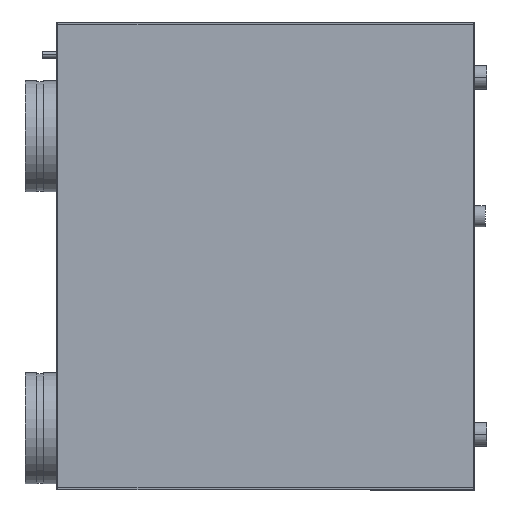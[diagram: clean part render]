
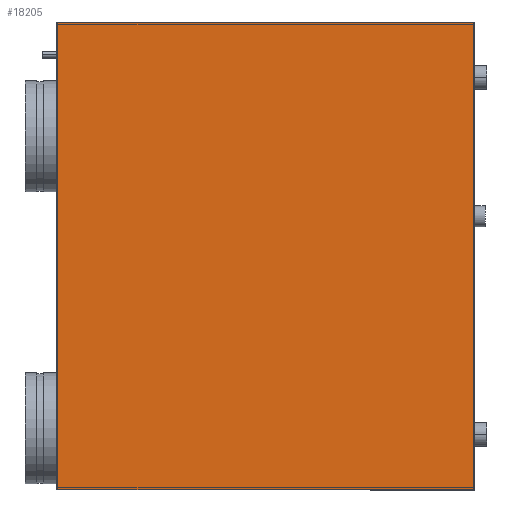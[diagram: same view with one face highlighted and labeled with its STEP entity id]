
A CAD part, left-side view. The second image highlights one B-rep face of the part: STEP entity #18205.
In plain terms, the highlighted planar face has unit normal (-1, 0, 0).
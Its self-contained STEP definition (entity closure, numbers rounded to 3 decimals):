
#5342 = CARTESIAN_POINT ( 'NONE',  ( -215., 601.263, 335.763 ) ) ;
#5343 = DIRECTION ( 'NONE',  ( 0., 0., -1. ) ) ;
#5344 = VECTOR ( 'NONE', #5343, 1000. ) ;
#5345 = CARTESIAN_POINT ( 'NONE',  ( -215., 601.263, 337.5 ) ) ;
#5346 = LINE ( 'NONE', #5345, #5344 ) ;
#5374 = CARTESIAN_POINT ( 'NONE',  ( -215., 601.263, -335.763 ) ) ;
#5397 = CARTESIAN_POINT ( 'NONE',  ( -215., 1.737, -335.763 ) ) ;
#5430 = DIRECTION ( 'NONE',  ( 0., 0., 1. ) ) ;
#5431 = VECTOR ( 'NONE', #5430, 1000. ) ;
#5432 = CARTESIAN_POINT ( 'NONE',  ( -215., 1.737, 337.5 ) ) ;
#5433 = LINE ( 'NONE', #5432, #5431 ) ;
#5465 = DIRECTION ( 'NONE',  ( 0., 1., 0. ) ) ;
#5466 = VECTOR ( 'NONE', #5465, 1000. ) ;
#5467 = CARTESIAN_POINT ( 'NONE',  ( -215., 603., -337.5 ) ) ;
#5468 = LINE ( 'NONE', #5467, #5466 ) ;
#5469 = CARTESIAN_POINT ( 'NONE',  ( -215., 1.737, -337.5 ) ) ;
#5479 = CARTESIAN_POINT ( 'NONE',  ( -215., 601.263, -337.5 ) ) ;
#5505 = DIRECTION ( 'NONE',  ( 0., 0., 1. ) ) ;
#5506 = VECTOR ( 'NONE', #5505, 1000. ) ;
#5507 = CARTESIAN_POINT ( 'NONE',  ( -215., 1.737, 337.5 ) ) ;
#5508 = LINE ( 'NONE', #5507, #5506 ) ;
#5509 = DIRECTION ( 'NONE',  ( 0., 0., -1. ) ) ;
#5510 = VECTOR ( 'NONE', #5509, 1000. ) ;
#5511 = CARTESIAN_POINT ( 'NONE',  ( -215., 601.263, 337.5 ) ) ;
#5512 = LINE ( 'NONE', #5511, #5510 ) ;
#5513 = DIRECTION ( 'NONE',  ( 0., 0., -1. ) ) ;
#5514 = VECTOR ( 'NONE', #5513, 1000. ) ;
#5515 = CARTESIAN_POINT ( 'NONE',  ( -215., 601.263, 337.5 ) ) ;
#5516 = LINE ( 'NONE', #5515, #5514 ) ;
#5544 = CARTESIAN_POINT ( 'NONE',  ( -215., 1.737, 337.5 ) ) ;
#5545 = DIRECTION ( 'NONE',  ( 0., -1., 0. ) ) ;
#5546 = VECTOR ( 'NONE', #5545, 1000. ) ;
#5547 = CARTESIAN_POINT ( 'NONE',  ( -215., 1., 337.5 ) ) ;
#5548 = LINE ( 'NONE', #5547, #5546 ) ;
#5549 = CARTESIAN_POINT ( 'NONE',  ( -215., 601.263, 337.5 ) ) ;
#5578 = CARTESIAN_POINT ( 'NONE',  ( -215., 1.737, 335.763 ) ) ;
#5593 = DIRECTION ( 'NONE',  ( 0., 0., 1. ) ) ;
#5594 = VECTOR ( 'NONE', #5593, 1000. ) ;
#5595 = CARTESIAN_POINT ( 'NONE',  ( -215., 1.737, 337.5 ) ) ;
#5596 = LINE ( 'NONE', #5595, #5594 ) ;
#5627 = DIRECTION ( 'NONE',  ( 0., -1., 0. ) ) ;
#5628 = DIRECTION ( 'NONE',  ( -1., 0., 0. ) ) ;
#5629 = CARTESIAN_POINT ( 'NONE',  ( -215., 1., 337.5 ) ) ;
#5630 = AXIS2_PLACEMENT_3D ( 'NONE', #5629, #5628, #5627 ) ;
#5631 = PLANE ( 'NONE',  #5630 ) ;
#5632 = FACE_OUTER_BOUND ( 'NONE', #18206, .T. ) ;
#18049 = EDGE_CURVE ( 'NONE', #18050, #18065, #5346, .T. ) ;
#18050 = VERTEX_POINT ( 'NONE', #5342 ) ;
#18065 = VERTEX_POINT ( 'NONE', #5374 ) ;
#18092 = VERTEX_POINT ( 'NONE', #5397 ) ;
#18103 = EDGE_CURVE ( 'NONE', #18092, #18161, #5433, .T. ) ;
#18109 = VERTEX_POINT ( 'NONE', #5479 ) ;
#18115 = VERTEX_POINT ( 'NONE', #5469 ) ;
#18117 = EDGE_CURVE ( 'NONE', #18115, #18109, #5468, .T. ) ;
#18123 = ORIENTED_EDGE ( 'NONE', *, *, #18143, .F. ) ;
#18124 = ORIENTED_EDGE ( 'NONE', *, *, #18125, .T. ) ;
#18125 = EDGE_CURVE ( 'NONE', #18141, #18050, #5516, .T. ) ;
#18126 = ORIENTED_EDGE ( 'NONE', *, *, #18049, .T. ) ;
#18127 = ORIENTED_EDGE ( 'NONE', *, *, #18128, .T. ) ;
#18128 = EDGE_CURVE ( 'NONE', #18065, #18109, #5512, .T. ) ;
#18129 = ORIENTED_EDGE ( 'NONE', *, *, #18117, .F. ) ;
#18130 = ORIENTED_EDGE ( 'NONE', *, *, #18131, .T. ) ;
#18131 = EDGE_CURVE ( 'NONE', #18115, #18092, #5508, .T. ) ;
#18141 = VERTEX_POINT ( 'NONE', #5549 ) ;
#18143 = EDGE_CURVE ( 'NONE', #18141, #18144, #5548, .T. ) ;
#18144 = VERTEX_POINT ( 'NONE', #5544 ) ;
#18161 = VERTEX_POINT ( 'NONE', #5578 ) ;
#18192 = ORIENTED_EDGE ( 'NONE', *, *, #18103, .T. ) ;
#18193 = ORIENTED_EDGE ( 'NONE', *, *, #18194, .T. ) ;
#18194 = EDGE_CURVE ( 'NONE', #18161, #18144, #5596, .T. ) ;
#18205 = ADVANCED_FACE ( 'NONE', ( #5632 ), #5631, .T. ) ;
#18206 = EDGE_LOOP ( 'NONE', ( #18123, #18124, #18126, #18127, #18129, #18130, #18192, #18193 ) ) ;
